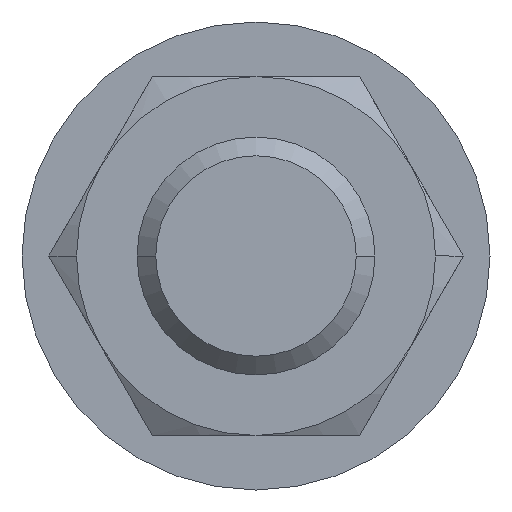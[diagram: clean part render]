
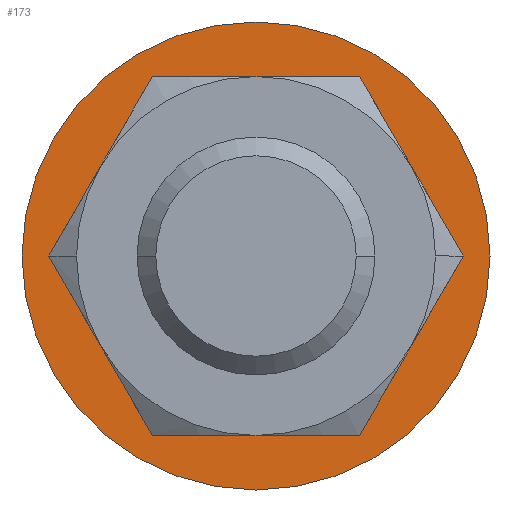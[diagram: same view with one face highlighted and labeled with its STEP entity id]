
A CAD part, front view. The second image highlights one B-rep face of the part: STEP entity #173.
In plain terms, the highlighted planar face has unit normal (0, -1, 0).
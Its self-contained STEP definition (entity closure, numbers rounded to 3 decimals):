
#173=ADVANCED_FACE('',(#375,#376),#377,.T.);
#375=FACE_BOUND('',#580,.T.);
#376=FACE_OUTER_BOUND('',#581,.T.);
#377=PLANE('',#582);
#580=EDGE_LOOP('',(#1277,#1278));
#581=EDGE_LOOP('',(#1279,#1280));
#582=AXIS2_PLACEMENT_3D('',#1281,#1282,#1283);
#1277=ORIENTED_EDGE('',*,*,#1494,.T.);
#1278=ORIENTED_EDGE('',*,*,#1493,.T.);
#1279=ORIENTED_EDGE('',*,*,#1497,.T.);
#1280=ORIENTED_EDGE('',*,*,#1487,.T.);
#1281=CARTESIAN_POINT('',(0.0,-105.95,0.0));
#1282=DIRECTION('',(0.0,-1.0,0.0));
#1283=DIRECTION('',(-1.0,0.0,0.0));
#1487=EDGE_CURVE('',#1811,#1808,#1812,.T.);
#1493=EDGE_CURVE('',#1817,#1821,#1823,.T.);
#1494=EDGE_CURVE('',#1821,#1817,#1824,.T.);
#1497=EDGE_CURVE('',#1808,#1811,#1827,.T.);
#1808=VERTEX_POINT('',#2732);
#1811=VERTEX_POINT('',#2736);
#1812=CIRCLE('',#2737,11.8);
#1817=VERTEX_POINT('',#2743);
#1821=VERTEX_POINT('',#2748);
#1823=CIRCLE('',#2751,6.5);
#1824=CIRCLE('',#2752,6.5);
#1827=CIRCLE('',#2755,11.8);
#2732=CARTESIAN_POINT('',(11.8,-105.95,0.0));
#2736=CARTESIAN_POINT('',(-11.8,-105.95,0.));
#2737=AXIS2_PLACEMENT_3D('',#3066,#3067,#3068);
#2743=CARTESIAN_POINT('',(6.5,-105.95,0.));
#2748=CARTESIAN_POINT('',(-6.5,-105.95,0.));
#2751=AXIS2_PLACEMENT_3D('',#3078,#3079,#3080);
#2752=AXIS2_PLACEMENT_3D('',#3081,#3082,#3083);
#2755=AXIS2_PLACEMENT_3D('',#3090,#3091,#3092);
#3066=CARTESIAN_POINT('',(0.0,-105.95,0.0));
#3067=DIRECTION('',(0.0,-1.0,0.0));
#3068=DIRECTION('',(1.0,0.0,0.0));
#3078=CARTESIAN_POINT('',(0.0,-105.95,0.0));
#3079=DIRECTION('',(-0.0,1.0,0.0));
#3080=DIRECTION('',(1.0,0.0,0.0));
#3081=CARTESIAN_POINT('',(0.0,-105.95,0.0));
#3082=DIRECTION('',(-0.0,1.0,0.0));
#3083=DIRECTION('',(1.0,0.0,0.0));
#3090=CARTESIAN_POINT('',(0.0,-105.95,0.0));
#3091=DIRECTION('',(0.0,-1.0,0.0));
#3092=DIRECTION('',(1.0,0.0,0.0));
